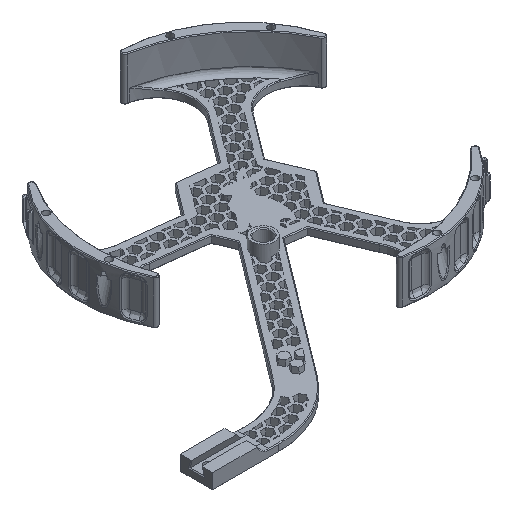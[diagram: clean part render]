
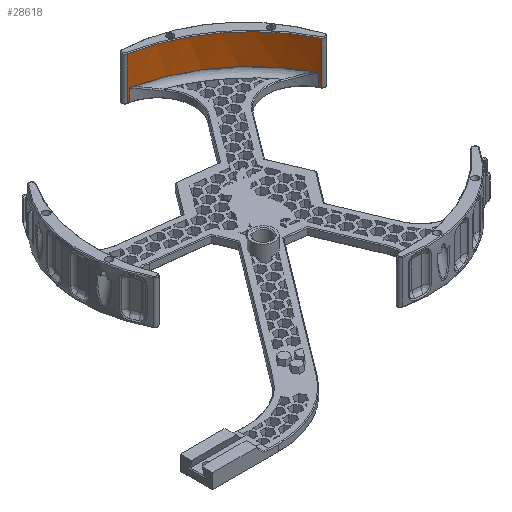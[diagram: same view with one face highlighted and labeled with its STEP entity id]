
A CAD part, isometric view. The second image highlights one B-rep face of the part: STEP entity #28618.
In plain terms, the highlighted cylindrical face has radius 80 mm (diameter 160 mm), a partial arc.
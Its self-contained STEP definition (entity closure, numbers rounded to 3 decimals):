
#2193=B_SPLINE_CURVE_WITH_KNOTS('',3,(#49089,#49090,#49091,#49092,#49093,
#49094,#49095,#49096,#49097,#49098,#49099,#49100,#49101,#49102,#49103,#49104,
#49105,#49106,#49107,#49108,#49109,#49110),.UNSPECIFIED.,.F.,.F.,(4,3,3,
3,3,3,3,4),(0.,0.15,0.31,0.444,0.575,
0.718,0.91,1.),.UNSPECIFIED.);
#2202=B_SPLINE_CURVE_WITH_KNOTS('',3,(#49370,#49371,#49372,#49373,#49374,
#49375,#49376,#49377,#49378,#49379,#49380,#49381,#49382,#49383,#49384,#49385,
#49386,#49387,#49388,#49389,#49390,#49391),.UNSPECIFIED.,.F.,.F.,(4,3,3,
3,3,3,3,4),(0.,0.15,0.31,0.444,0.575,
0.718,0.91,1.),.UNSPECIFIED.);
#2412=CYLINDRICAL_SURFACE('',#30257,80.);
#3765=FACE_OUTER_BOUND('',#5590,.T.);
#5590=EDGE_LOOP('',(#26702,#26703,#26704,#26705,#26706,#26707,#26708,#26709,
#26710,#26711));
#5711=CIRCLE('',#28759,80.);
#5969=CIRCLE('',#29216,80.);
#5971=CIRCLE('',#29222,80.);
#5985=CIRCLE('',#29280,80.);
#6044=LINE('',#36514,#9170);
#8098=LINE('',#48414,#11224);
#8153=LINE('',#49965,#11279);
#9042=LINE('',#53546,#12168);
#9170=VECTOR('',#30321,10.);
#11224=VECTOR('',#33301,10.);
#11279=VECTOR('',#33464,10.);
#12168=VECTOR('',#36305,10.);
#12295=VERTEX_POINT('',#36495);
#12297=VERTEX_POINT('',#36501);
#12300=VERTEX_POINT('',#36512);
#14758=VERTEX_POINT('',#48124);
#14782=VERTEX_POINT('',#48276);
#14783=VERTEX_POINT('',#48280);
#14789=VERTEX_POINT('',#48316);
#14818=VERTEX_POINT('',#49088);
#14822=VERTEX_POINT('',#49368);
#14823=VERTEX_POINT('',#49369);
#14945=EDGE_CURVE('',#12295,#12297,#5711,.T.);
#14950=EDGE_CURVE('',#12300,#12295,#6044,.T.);
#17753=EDGE_CURVE('',#14758,#12300,#5969,.T.);
#17759=EDGE_CURVE('',#14782,#14783,#5971,.T.);
#17768=EDGE_CURVE('',#14758,#14789,#8098,.T.);
#17827=EDGE_CURVE('',#14818,#14789,#2193,.T.);
#17843=EDGE_CURVE('',#14822,#14823,#2202,.T.);
#17874=EDGE_CURVE('',#14823,#14818,#5985,.T.);
#17875=EDGE_CURVE('',#14783,#14822,#8153,.T.);
#18903=EDGE_CURVE('',#14782,#12297,#9042,.T.);
#26702=ORIENTED_EDGE('',*,*,#14945,.F.);
#26703=ORIENTED_EDGE('',*,*,#14950,.F.);
#26704=ORIENTED_EDGE('',*,*,#17753,.F.);
#26705=ORIENTED_EDGE('',*,*,#17768,.T.);
#26706=ORIENTED_EDGE('',*,*,#17827,.F.);
#26707=ORIENTED_EDGE('',*,*,#17874,.F.);
#26708=ORIENTED_EDGE('',*,*,#17843,.F.);
#26709=ORIENTED_EDGE('',*,*,#17875,.F.);
#26710=ORIENTED_EDGE('',*,*,#17759,.F.);
#26711=ORIENTED_EDGE('',*,*,#18903,.T.);
#28618=ADVANCED_FACE('',(#3765),#2412,.F.);
#28759=AXIS2_PLACEMENT_3D('',#36505,#30308,#30309);
#29216=AXIS2_PLACEMENT_3D('',#48270,#33271,#33272);
#29222=AXIS2_PLACEMENT_3D('',#48282,#33287,#33288);
#29280=AXIS2_PLACEMENT_3D('',#49963,#33460,#33461);
#30257=AXIS2_PLACEMENT_3D('',#53545,#36303,#36304);
#30308=DIRECTION('center_axis',(0.,0.,-1.));
#30309=DIRECTION('ref_axis',(1.,0.,0.));
#30321=DIRECTION('',(0.,0.,1.));
#33271=DIRECTION('center_axis',(0.,0.,1.));
#33272=DIRECTION('ref_axis',(1.,0.,0.));
#33287=DIRECTION('center_axis',(0.,0.,1.));
#33288=DIRECTION('ref_axis',(1.,0.,0.));
#33301=DIRECTION('',(0.,0.,1.));
#33460=DIRECTION('center_axis',(0.,0.,1.));
#33461=DIRECTION('ref_axis',(0.602,0.799,0.));
#33464=DIRECTION('',(0.,0.,1.));
#36303=DIRECTION('center_axis',(0.,0.,1.));
#36304=DIRECTION('ref_axis',(1.,0.,0.));
#36305=DIRECTION('',(0.,0.,1.));
#36495=CARTESIAN_POINT('',(150.27,194.126,22.45));
#36501=CARTESIAN_POINT('',(207.101,151.301,22.45));
#36505=CARTESIAN_POINT('Origin',(135.564,115.49,22.45));
#36512=CARTESIAN_POINT('',(150.27,194.126,0.4));
#36514=CARTESIAN_POINT('',(150.27,194.126,0.));
#48124=CARTESIAN_POINT('',(151.195,193.948,0.4));
#48270=CARTESIAN_POINT('Origin',(135.564,115.49,0.4));
#48276=CARTESIAN_POINT('',(207.101,151.301,0.4));
#48280=CARTESIAN_POINT('',(206.675,152.141,0.4));
#48282=CARTESIAN_POINT('Origin',(135.564,115.49,0.4));
#48316=CARTESIAN_POINT('',(151.195,193.948,6.576));
#48414=CARTESIAN_POINT('',(151.195,193.948,0.));
#49088=CARTESIAN_POINT('',(152.371,193.704,7.));
#49089=CARTESIAN_POINT('Ctrl Pts',(152.371,193.704,7.));
#49090=CARTESIAN_POINT('Ctrl Pts',(152.364,193.706,6.997));
#49091=CARTESIAN_POINT('Ctrl Pts',(152.333,193.712,6.986));
#49092=CARTESIAN_POINT('Ctrl Pts',(152.287,193.722,6.97));
#49093=CARTESIAN_POINT('Ctrl Pts',(152.237,193.733,6.952));
#49094=CARTESIAN_POINT('Ctrl Pts',(152.169,193.748,6.927));
#49095=CARTESIAN_POINT('Ctrl Pts',(152.09,193.764,6.899));
#49096=CARTESIAN_POINT('Ctrl Pts',(152.025,193.778,6.875));
#49097=CARTESIAN_POINT('Ctrl Pts',(151.952,193.793,6.849));
#49098=CARTESIAN_POINT('Ctrl Pts',(151.877,193.809,6.822));
#49099=CARTESIAN_POINT('Ctrl Pts',(151.805,193.824,6.796));
#49100=CARTESIAN_POINT('Ctrl Pts',(151.73,193.839,6.769));
#49101=CARTESIAN_POINT('Ctrl Pts',(151.658,193.854,6.743));
#49102=CARTESIAN_POINT('Ctrl Pts',(151.579,193.87,6.714));
#49103=CARTESIAN_POINT('Ctrl Pts',(151.503,193.886,6.687));
#49104=CARTESIAN_POINT('Ctrl Pts',(151.436,193.899,6.663));
#49105=CARTESIAN_POINT('Ctrl Pts',(151.346,193.917,6.63));
#49106=CARTESIAN_POINT('Ctrl Pts',(151.274,193.932,6.604));
#49107=CARTESIAN_POINT('Ctrl Pts',(151.232,193.94,6.589));
#49108=CARTESIAN_POINT('Ctrl Pts',(151.212,193.944,6.582));
#49109=CARTESIAN_POINT('Ctrl Pts',(151.199,193.947,6.577));
#49110=CARTESIAN_POINT('Ctrl Pts',(151.195,193.948,6.576));
#49368=CARTESIAN_POINT('',(206.675,152.141,6.576));
#49369=CARTESIAN_POINT('',(206.116,153.204,7.));
#49370=CARTESIAN_POINT('Ctrl Pts',(206.675,152.141,6.576));
#49371=CARTESIAN_POINT('Ctrl Pts',(206.671,152.147,6.578));
#49372=CARTESIAN_POINT('Ctrl Pts',(206.657,152.175,6.589));
#49373=CARTESIAN_POINT('Ctrl Pts',(206.635,152.217,6.606));
#49374=CARTESIAN_POINT('Ctrl Pts',(206.612,152.262,6.624));
#49375=CARTESIAN_POINT('Ctrl Pts',(206.58,152.324,6.649));
#49376=CARTESIAN_POINT('Ctrl Pts',(206.543,152.395,6.677));
#49377=CARTESIAN_POINT('Ctrl Pts',(206.512,152.455,6.701));
#49378=CARTESIAN_POINT('Ctrl Pts',(206.477,152.521,6.727));
#49379=CARTESIAN_POINT('Ctrl Pts',(206.442,152.588,6.754));
#49380=CARTESIAN_POINT('Ctrl Pts',(206.408,152.654,6.78));
#49381=CARTESIAN_POINT('Ctrl Pts',(206.372,152.722,6.807));
#49382=CARTESIAN_POINT('Ctrl Pts',(206.338,152.787,6.833));
#49383=CARTESIAN_POINT('Ctrl Pts',(206.3,152.858,6.862));
#49384=CARTESIAN_POINT('Ctrl Pts',(206.264,152.927,6.889));
#49385=CARTESIAN_POINT('Ctrl Pts',(206.232,152.987,6.913));
#49386=CARTESIAN_POINT('Ctrl Pts',(206.189,153.068,6.945));
#49387=CARTESIAN_POINT('Ctrl Pts',(206.154,153.133,6.972));
#49388=CARTESIAN_POINT('Ctrl Pts',(206.134,153.171,6.987));
#49389=CARTESIAN_POINT('Ctrl Pts',(206.125,153.189,6.994));
#49390=CARTESIAN_POINT('Ctrl Pts',(206.118,153.2,6.998));
#49391=CARTESIAN_POINT('Ctrl Pts',(206.116,153.204,7.));
#49963=CARTESIAN_POINT('Origin',(135.564,115.49,7.));
#49965=CARTESIAN_POINT('',(206.675,152.141,0.));
#53545=CARTESIAN_POINT('Origin',(135.564,115.49,0.));
#53546=CARTESIAN_POINT('',(207.101,151.301,0.));
